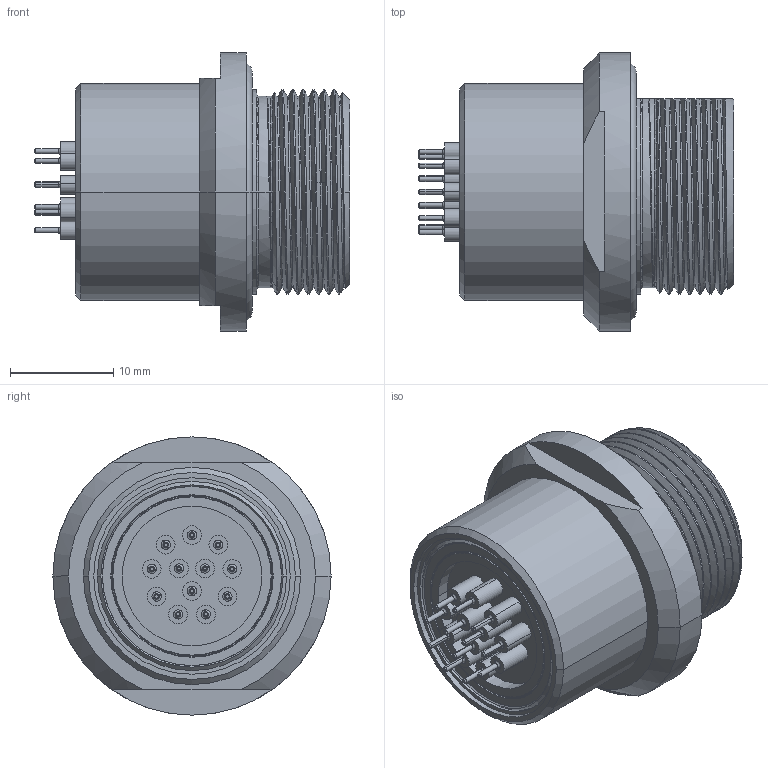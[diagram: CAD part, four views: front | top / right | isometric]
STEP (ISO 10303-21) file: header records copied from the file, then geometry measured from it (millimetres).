
FILE_DESCRIPTION(('STEP AP203'),'1');
FILE_NAME('Fischer_DBPE_105_A069-130.stp','2016-11-07T13:05:47',('TraceParts'),('TraceParts S.A.'),'Spatial InterOp 3D',' ',' ');
FILE_SCHEMA(('CONFIG_CONTROL_DESIGN'));
Length unit declared in the file: millimetre
Products named in the file (3): 1; 2; 3
Bounding box: 30.5 x 26.9 x 26.9 mm (x, y, z)
Volume: 7465.3 mm3; surface area: 9311.9 mm2
Topology: 3 solids, 5 shells, 786 faces, 2037 edges, 1281 vertices
Faces by surface type: cylinder 311, plane 204, torus 137, cone 103, bspline 31
Entity records: 30479 total; most frequent: CARTESIAN_POINT 11439, ORIENTED_EDGE 4026, DIRECTION 3977, EDGE_CURVE 2013, AXIS2_PLACEMENT_3D 1687, VERTEX_POINT 1281, CIRCLE 929, EDGE_LOOP 864
